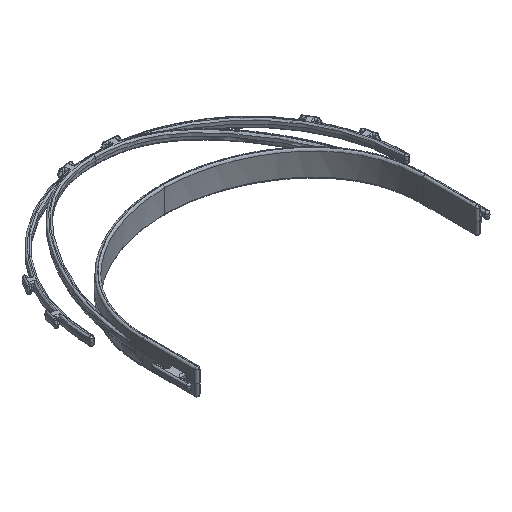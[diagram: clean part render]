
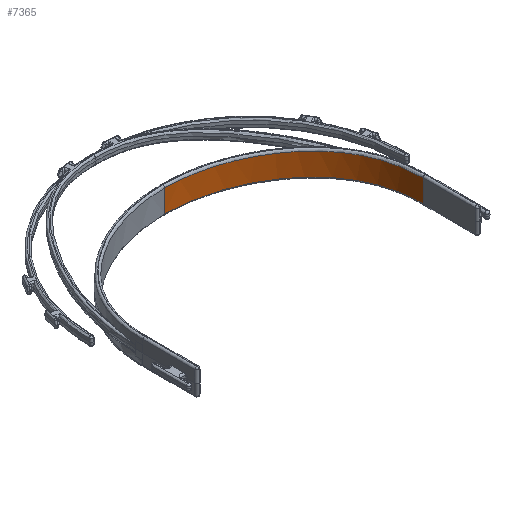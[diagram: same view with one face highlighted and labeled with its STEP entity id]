
A CAD part, isometric view. The second image highlights one B-rep face of the part: STEP entity #7365.
In plain terms, the highlighted free-form (B-spline) face has degree [5, 1] with [15, 2] control points.
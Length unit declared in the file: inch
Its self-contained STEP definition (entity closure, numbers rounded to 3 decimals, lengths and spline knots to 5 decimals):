
#412=(
BOUNDED_SURFACE()
B_SPLINE_SURFACE(5,1,((#16268,#16269),(#16270,#16271),(#16272,#16273),(#16274,
#16275),(#16276,#16277),(#16278,#16279),(#16280,#16281),(#16282,#16283),
(#16284,#16285),(#16286,#16287),(#16288,#16289),(#16290,#16291),(#16292,
#16293),(#16294,#16295),(#16296,#16297)),.UNSPECIFIED.,.F.,.F.,.F.)
B_SPLINE_SURFACE_WITH_KNOTS((6,1,1,1,1,1,1,1,1,1,6),(2,2),(0.,0.1,0.2,0.3,
0.4,0.5,0.6,0.7,0.8,0.9,1.),(-0.75,0.75),.UNSPECIFIED.)
GEOMETRIC_REPRESENTATION_ITEM()
RATIONAL_B_SPLINE_SURFACE(((1.,1.),(1.,1.),(1.,1.),(1.,1.),(1.,1.),(1.,
1.),(1.,1.),(1.,1.),(1.,1.),(1.,1.),(1.,1.),(1.,1.),(1.,1.),(1.,1.),(1.,
1.)))
REPRESENTATION_ITEM('')
SURFACE()
);
#862=LINE('',#16267,#1356);
#863=LINE('',#16308,#1357);
#1356=VECTOR('',#10151,0.3937);
#1357=VECTOR('',#10152,0.3937);
#1999=FACE_OUTER_BOUND('',#2485,.T.);
#2485=EDGE_LOOP('',(#6625,#6626,#6627,#6628));
#2714=B_SPLINE_CURVE_WITH_KNOTS('',3,(#16193,#16194,#16195,#16196,#16197,
#16198,#16199,#16200,#16201),.UNSPECIFIED.,.F.,.F.,(4,1,1,1,1,1,4),(0.,
3.37747,5.06621,6.75495,8.44368,10.13242,
11.82115),.UNSPECIFIED.);
#2716=B_SPLINE_CURVE_WITH_KNOTS('',3,(#16299,#16300,#16301,#16302,#16303,
#16304,#16305,#16306,#16307),.UNSPECIFIED.,.F.,.F.,(4,1,1,1,1,1,4),(0.,
1.68874,3.37747,5.06621,6.75495,8.44368,
11.82115),.UNSPECIFIED.);
#3600=VERTEX_POINT('',#16173);
#3602=VERTEX_POINT('',#16191);
#3614=VERTEX_POINT('',#16265);
#3615=VERTEX_POINT('',#16298);
#4630=EDGE_CURVE('',#3600,#3602,#2714,.T.);
#4651=EDGE_CURVE('',#3602,#3614,#862,.T.);
#4652=EDGE_CURVE('',#3614,#3615,#2716,.T.);
#4653=EDGE_CURVE('',#3600,#3615,#863,.T.);
#6625=ORIENTED_EDGE('',*,*,#4630,.T.);
#6626=ORIENTED_EDGE('',*,*,#4651,.T.);
#6627=ORIENTED_EDGE('',*,*,#4652,.T.);
#6628=ORIENTED_EDGE('',*,*,#4653,.F.);
#7365=ADVANCED_FACE('',(#1999),#412,.F.);
#10151=DIRECTION('',(0.,0.,1.));
#10152=DIRECTION('',(0.,0.,1.));
#16173=CARTESIAN_POINT('',(0.,2.70852,-0.15354));
#16191=CARTESIAN_POINT('',(3.10236,0.,-0.15354));
#16193=CARTESIAN_POINT('Ctrl Pts',(0.,2.70852,
-0.15354));
#16194=CARTESIAN_POINT('Ctrl Pts',(0.43783,2.70852,-0.15354));
#16195=CARTESIAN_POINT('Ctrl Pts',(1.09379,2.58244,-0.15354));
#16196=CARTESIAN_POINT('Ctrl Pts',(1.88017,2.18813,-0.15354));
#16197=CARTESIAN_POINT('Ctrl Pts',(2.40035,1.78339,-0.15354));
#16198=CARTESIAN_POINT('Ctrl Pts',(2.81075,1.26727,-0.15354));
#16199=CARTESIAN_POINT('Ctrl Pts',(3.05729,0.65588,-0.15354));
#16200=CARTESIAN_POINT('Ctrl Pts',(3.10236,0.21867,-0.15354));
#16201=CARTESIAN_POINT('Ctrl Pts',(3.10236,0.,
-0.15354));
#16265=CARTESIAN_POINT('',(3.10236,0.,0.35039));
#16267=CARTESIAN_POINT('',(3.10236,0.,0.09843));
#16268=CARTESIAN_POINT('Ctrl Pts',(3.10236,0.,
-0.19685));
#16269=CARTESIAN_POINT('Ctrl Pts',(3.10236,0.,
0.3937));
#16270=CARTESIAN_POINT('Ctrl Pts',(3.10236,0.11502,-0.19685));
#16271=CARTESIAN_POINT('Ctrl Pts',(3.10236,0.11502,0.3937));
#16272=CARTESIAN_POINT('Ctrl Pts',(3.09208,0.33808,-0.19685));
#16273=CARTESIAN_POINT('Ctrl Pts',(3.09208,0.33808,0.3937));
#16274=CARTESIAN_POINT('Ctrl Pts',(3.04581,0.65177,-0.19685));
#16275=CARTESIAN_POINT('Ctrl Pts',(3.04581,0.65177,0.3937));
#16276=CARTESIAN_POINT('Ctrl Pts',(2.92517,1.02907,-0.19685));
#16277=CARTESIAN_POINT('Ctrl Pts',(2.92517,1.02907,0.3937));
#16278=CARTESIAN_POINT('Ctrl Pts',(2.69065,1.43624,-0.19685));
#16279=CARTESIAN_POINT('Ctrl Pts',(2.69065,1.43624,0.3937));
#16280=CARTESIAN_POINT('Ctrl Pts',(2.3903,1.78287,-0.19685));
#16281=CARTESIAN_POINT('Ctrl Pts',(2.3903,1.78287,0.3937));
#16282=CARTESIAN_POINT('Ctrl Pts',(2.0421,2.07212,-0.19685));
#16283=CARTESIAN_POINT('Ctrl Pts',(2.0421,2.07212,0.3937));
#16284=CARTESIAN_POINT('Ctrl Pts',(1.66193,2.30624,-0.19685));
#16285=CARTESIAN_POINT('Ctrl Pts',(1.66193,2.30624,0.3937));
#16286=CARTESIAN_POINT('Ctrl Pts',(1.26146,2.4874,-0.19685));
#16287=CARTESIAN_POINT('Ctrl Pts',(1.26146,2.4874,0.3937));
#16288=CARTESIAN_POINT('Ctrl Pts',(0.84848,2.61702,-0.19685));
#16289=CARTESIAN_POINT('Ctrl Pts',(0.84848,2.61702,0.3937));
#16290=CARTESIAN_POINT('Ctrl Pts',(0.51183,2.67967,-0.19685));
#16291=CARTESIAN_POINT('Ctrl Pts',(0.51183,2.67967,0.3937));
#16292=CARTESIAN_POINT('Ctrl Pts',(0.25683,2.70327,-0.19685));
#16293=CARTESIAN_POINT('Ctrl Pts',(0.25683,2.70327,0.3937));
#16294=CARTESIAN_POINT('Ctrl Pts',(0.08579,2.70852,
-0.19685));
#16295=CARTESIAN_POINT('Ctrl Pts',(0.08579,2.70852,
0.3937));
#16296=CARTESIAN_POINT('Ctrl Pts',(0.,2.70852,-0.19685));
#16297=CARTESIAN_POINT('Ctrl Pts',(0.,2.70852,0.3937));
#16298=CARTESIAN_POINT('',(0.,2.70852,0.35039));
#16299=CARTESIAN_POINT('Ctrl Pts',(3.10236,0.,
0.35039));
#16300=CARTESIAN_POINT('Ctrl Pts',(3.10236,0.21867,0.35039));
#16301=CARTESIAN_POINT('Ctrl Pts',(3.05729,0.65588,0.35039));
#16302=CARTESIAN_POINT('Ctrl Pts',(2.81075,1.26727,0.35039));
#16303=CARTESIAN_POINT('Ctrl Pts',(2.40035,1.78339,0.35039));
#16304=CARTESIAN_POINT('Ctrl Pts',(1.88017,2.18813,0.35039));
#16305=CARTESIAN_POINT('Ctrl Pts',(1.09379,2.58243,0.35039));
#16306=CARTESIAN_POINT('Ctrl Pts',(0.43783,2.70852,0.35039));
#16307=CARTESIAN_POINT('Ctrl Pts',(0.,2.70852,
0.35039));
#16308=CARTESIAN_POINT('',(0.,2.70852,0.09843));
